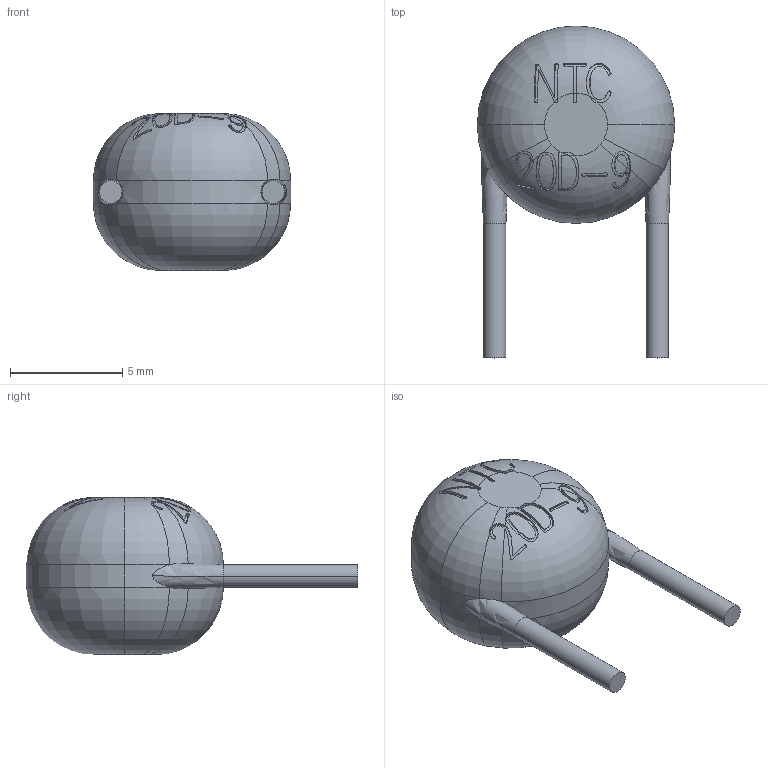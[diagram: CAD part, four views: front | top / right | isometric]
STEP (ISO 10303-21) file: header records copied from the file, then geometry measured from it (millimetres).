
FILE_DESCRIPTION (( 'STEP AP214' ), '1' );
FILE_NAME ('Òåðìèñòîð 20D-9.STEP', '2024-09-02T11:54:08', ( '' ), ( '' ), 'SwSTEP 2.0', 'SolidWorks 2021', '' );
FILE_SCHEMA (( 'AUTOMOTIVE_DESIGN' ));
Length unit declared in the file: millimetre
Products named in the file (1): Òåðìèñòîð 20D-9
Bounding box: 8.8 x 14.8 x 7 mm (x, y, z)
Volume: 347.9 mm3; surface area: 291 mm2
Topology: 1 solids, 1 shells, 301 faces, 836 edges, 540 vertices
Faces by surface type: bspline 259, torus 24, plane 10, cylinder 8
Entity records: 15714 total; most frequent: CARTESIAN_POINT 7236, ORIENTED_EDGE 1672, EDGE_CURVE 836, B_SPLINE_CURVE_WITH_KNOTS 759, VERTEX_POINT 540, EDGE_LOOP 304, FACE_OUTER_BOUND 301, ADVANCED_FACE 301
